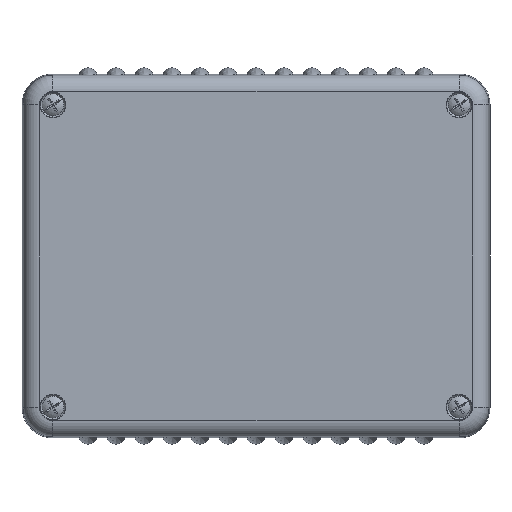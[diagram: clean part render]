
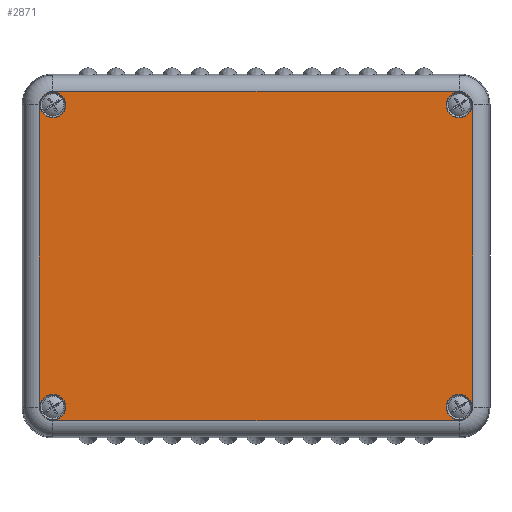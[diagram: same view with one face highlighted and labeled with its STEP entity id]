
A CAD part, front view. The second image highlights one B-rep face of the part: STEP entity #2871.
In plain terms, the highlighted planar face has unit normal (0, -1, 0).
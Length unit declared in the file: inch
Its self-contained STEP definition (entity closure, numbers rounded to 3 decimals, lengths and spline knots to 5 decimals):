
#2059 = VERTEX_POINT ( 'NONE', #9291 ) ;
#2061 = VERTEX_POINT ( 'NONE', #9264 ) ;
#2063 = EDGE_CURVE ( 'NONE', #2061, #2059, #9295, .T. ) ;
#2098 = EDGE_CURVE ( 'NONE', #2119, #2121, #9384, .T. ) ;
#2119 = VERTEX_POINT ( 'NONE', #9413 ) ;
#2121 = VERTEX_POINT ( 'NONE', #9410 ) ;
#2158 = VERTEX_POINT ( 'NONE', #9481 ) ;
#2162 = EDGE_CURVE ( 'NONE', #2171, #2158, #9513, .T. ) ;
#2171 = VERTEX_POINT ( 'NONE', #9489 ) ;
#2203 = VERTEX_POINT ( 'NONE', #9569 ) ;
#2204 = VERTEX_POINT ( 'NONE', #9552 ) ;
#2206 = EDGE_CURVE ( 'NONE', #2204, #2203, #9554, .T. ) ;
#2778 = ORIENTED_EDGE ( 'NONE', *, *, #2919, .F. ) ;
#2848 = ORIENTED_EDGE ( 'NONE', *, *, #2926, .T. ) ;
#2849 = VERTEX_POINT ( 'NONE', #11511 ) ;
#2850 = ORIENTED_EDGE ( 'NONE', *, *, #2922, .T. ) ;
#2851 = EDGE_CURVE ( 'NONE', #2923, #2921, #11492, .T. ) ;
#2852 = ORIENTED_EDGE ( 'NONE', *, *, #2851, .T. ) ;
#2853 = ORIENTED_EDGE ( 'NONE', *, *, #2063, .F. ) ;
#2854 = EDGE_CURVE ( 'NONE', #2158, #2171, #11543, .T. ) ;
#2855 = ORIENTED_EDGE ( 'NONE', *, *, #2854, .T. ) ;
#2856 = ORIENTED_EDGE ( 'NONE', *, *, #2869, .T. ) ;
#2857 = ORIENTED_EDGE ( 'NONE', *, *, #2162, .T. ) ;
#2858 = EDGE_LOOP ( 'NONE', ( #2778, #2925 ) ) ;
#2859 = EDGE_CURVE ( 'NONE', #2059, #2061, #11531, .T. ) ;
#2865 = EDGE_LOOP ( 'NONE', ( #2872, #2856 ) ) ;
#2867 = ORIENTED_EDGE ( 'NONE', *, *, #2859, .F. ) ;
#2868 = EDGE_LOOP ( 'NONE', ( #2867, #2853 ) ) ;
#2869 = EDGE_CURVE ( 'NONE', #2121, #2119, #11521, .T. ) ;
#2871 = ADVANCED_FACE ( 'NONE', ( #11538, #11532, #11533, #11516, #11570 ), #11526, .T. ) ;
#2872 = ORIENTED_EDGE ( 'NONE', *, *, #2098, .T. ) ;
#2873 = EDGE_LOOP ( 'NONE', ( #2857, #2855 ) ) ;
#2904 = EDGE_CURVE ( 'NONE', #2921, #2920, #11560, .T. ) ;
#2905 = EDGE_CURVE ( 'NONE', #2929, #2918, #11573, .T. ) ;
#2906 = ORIENTED_EDGE ( 'NONE', *, *, #2904, .T. ) ;
#2907 = EDGE_CURVE ( 'NONE', #2920, #2849, #11626, .T. ) ;
#2908 = ORIENTED_EDGE ( 'NONE', *, *, #2916, .T. ) ;
#2910 = ORIENTED_EDGE ( 'NONE', *, *, #2907, .T. ) ;
#2911 = EDGE_CURVE ( 'NONE', #2849, #2929, #11624, .T. ) ;
#2913 = ORIENTED_EDGE ( 'NONE', *, *, #2911, .T. ) ;
#2915 = ORIENTED_EDGE ( 'NONE', *, *, #2905, .T. ) ;
#2916 = EDGE_CURVE ( 'NONE', #2918, #2924, #11611, .T. ) ;
#2918 = VERTEX_POINT ( 'NONE', #11637 ) ;
#2919 = EDGE_CURVE ( 'NONE', #2203, #2204, #11670, .T. ) ;
#2920 = VERTEX_POINT ( 'NONE', #11612 ) ;
#2921 = VERTEX_POINT ( 'NONE', #11616 ) ;
#2922 = EDGE_CURVE ( 'NONE', #2927, #2923, #11617, .T. ) ;
#2923 = VERTEX_POINT ( 'NONE', #11657 ) ;
#2924 = VERTEX_POINT ( 'NONE', #11623 ) ;
#2925 = ORIENTED_EDGE ( 'NONE', *, *, #2206, .F. ) ;
#2926 = EDGE_CURVE ( 'NONE', #2924, #2927, #11653, .T. ) ;
#2927 = VERTEX_POINT ( 'NONE', #11650 ) ;
#2928 = EDGE_LOOP ( 'NONE', ( #2848, #2850, #2852, #2906, #2910, #2913, #2915, #2908 ) ) ;
#2929 = VERTEX_POINT ( 'NONE', #11659 ) ;
#9264 = CARTESIAN_POINT ( 'NONE',  ( -1.958, -0.62, -1.581 ) ) ;
#9283 = DIRECTION ( 'NONE',  ( 0., 0., 1. ) ) ;
#9284 = DIRECTION ( 'NONE',  ( 0., -1., 0. ) ) ;
#9285 = CARTESIAN_POINT ( 'NONE',  ( -1.958, -0.62, -1.457 ) ) ;
#9286 = AXIS2_PLACEMENT_3D ( 'NONE', #9285, #9284, #9283 ) ;
#9291 = CARTESIAN_POINT ( 'NONE',  ( -1.958, -0.62, -1.333 ) ) ;
#9295 = CIRCLE ( 'NONE', #9286, 0.124 ) ;
#9380 = DIRECTION ( 'NONE',  ( 0., 0., -1. ) ) ;
#9381 = DIRECTION ( 'NONE',  ( 0., 1., 0. ) ) ;
#9382 = CARTESIAN_POINT ( 'NONE',  ( -1.958, -0.62, 1.457 ) ) ;
#9383 = AXIS2_PLACEMENT_3D ( 'NONE', #9382, #9381, #9380 ) ;
#9384 = CIRCLE ( 'NONE', #9383, 0.124 ) ;
#9410 = CARTESIAN_POINT ( 'NONE',  ( -1.958, -0.62, 1.581 ) ) ;
#9413 = CARTESIAN_POINT ( 'NONE',  ( -1.958, -0.62, 1.333 ) ) ;
#9481 = CARTESIAN_POINT ( 'NONE',  ( 1.958, -0.62, -1.581 ) ) ;
#9489 = CARTESIAN_POINT ( 'NONE',  ( 1.958, -0.62, -1.333 ) ) ;
#9506 = DIRECTION ( 'NONE',  ( 0., 0., 1. ) ) ;
#9507 = DIRECTION ( 'NONE',  ( 0., 1., 0. ) ) ;
#9508 = CARTESIAN_POINT ( 'NONE',  ( 1.958, -0.62, -1.457 ) ) ;
#9509 = AXIS2_PLACEMENT_3D ( 'NONE', #9508, #9507, #9506 ) ;
#9513 = CIRCLE ( 'NONE', #9509, 0.124 ) ;
#9545 = DIRECTION ( 'NONE',  ( 0., 0., -1. ) ) ;
#9546 = DIRECTION ( 'NONE',  ( 0., -1., 0. ) ) ;
#9547 = AXIS2_PLACEMENT_3D ( 'NONE', #9553, #9546, #9545 ) ;
#9552 = CARTESIAN_POINT ( 'NONE',  ( 1.958, -0.62, 1.581 ) ) ;
#9553 = CARTESIAN_POINT ( 'NONE',  ( 1.958, -0.62, 1.457 ) ) ;
#9554 = CIRCLE ( 'NONE', #9547, 0.124 ) ;
#9569 = CARTESIAN_POINT ( 'NONE',  ( 1.958, -0.62, 1.333 ) ) ;
#11445 = CARTESIAN_POINT ( 'NONE',  ( -2.08877, -0.62, -1.458 ) ) ;
#11466 = DIRECTION ( 'NONE',  ( 0., 0., -1. ) ) ;
#11488 = VECTOR ( 'NONE', #11466, 39.37008 ) ;
#11492 = LINE ( 'NONE', #11445, #11488 ) ;
#11511 = CARTESIAN_POINT ( 'NONE',  ( 1.96, -0.62, -1.58677 ) ) ;
#11514 = AXIS2_PLACEMENT_3D ( 'NONE', #11564, #11563, #11562 ) ;
#11516 = FACE_BOUND ( 'NONE', #2858, .T. ) ;
#11517 = AXIS2_PLACEMENT_3D ( 'NONE', #11540, #11572, #11571 ) ;
#11521 = CIRCLE ( 'NONE', #11517, 0.124 ) ;
#11526 = PLANE ( 'NONE',  #11514 ) ;
#11527 = DIRECTION ( 'NONE',  ( 0., 0., 1. ) ) ;
#11528 = DIRECTION ( 'NONE',  ( 0., -1., 0. ) ) ;
#11529 = CARTESIAN_POINT ( 'NONE',  ( -1.958, -0.62, -1.457 ) ) ;
#11530 = AXIS2_PLACEMENT_3D ( 'NONE', #11529, #11528, #11527 ) ;
#11531 = CIRCLE ( 'NONE', #11530, 0.124 ) ;
#11532 = FACE_BOUND ( 'NONE', #2865, .T. ) ;
#11533 = FACE_BOUND ( 'NONE', #2873, .T. ) ;
#11534 = DIRECTION ( 'NONE',  ( 0., 0., 1. ) ) ;
#11535 = DIRECTION ( 'NONE',  ( 0., 1., 0. ) ) ;
#11536 = CARTESIAN_POINT ( 'NONE',  ( 1.958, -0.62, -1.457 ) ) ;
#11537 = AXIS2_PLACEMENT_3D ( 'NONE', #11536, #11535, #11534 ) ;
#11538 = FACE_BOUND ( 'NONE', #2868, .T. ) ;
#11540 = CARTESIAN_POINT ( 'NONE',  ( -1.958, -0.62, 1.457 ) ) ;
#11543 = CIRCLE ( 'NONE', #11537, 0.124 ) ;
#11560 = CIRCLE ( 'NONE', #11574, 0.12877 ) ;
#11562 = DIRECTION ( 'NONE',  ( 0., 0., -1. ) ) ;
#11563 = DIRECTION ( 'NONE',  ( 0., -1., 0. ) ) ;
#11564 = CARTESIAN_POINT ( 'NONE',  ( -1.96, -0.62, -1.458 ) ) ;
#11570 = FACE_OUTER_BOUND ( 'NONE', #2928, .T. ) ;
#11571 = DIRECTION ( 'NONE',  ( 0., 0., -1. ) ) ;
#11572 = DIRECTION ( 'NONE',  ( 0., 1., 0. ) ) ;
#11573 = LINE ( 'NONE', #11631, #11628 ) ;
#11574 = AXIS2_PLACEMENT_3D ( 'NONE', #11604, #11633, #11630 ) ;
#11581 = CARTESIAN_POINT ( 'NONE',  ( 1.96, -0.62, -1.458 ) ) ;
#11604 = CARTESIAN_POINT ( 'NONE',  ( -1.96, -0.62, -1.458 ) ) ;
#11610 = CARTESIAN_POINT ( 'NONE',  ( 1.96, -0.62, 1.458 ) ) ;
#11611 = CIRCLE ( 'NONE', #11669, 0.12877 ) ;
#11612 = CARTESIAN_POINT ( 'NONE',  ( -1.96, -0.62, -1.58677 ) ) ;
#11616 = CARTESIAN_POINT ( 'NONE',  ( -2.08877, -0.62, -1.458 ) ) ;
#11617 = CIRCLE ( 'NONE', #11655, 0.12877 ) ;
#11618 = DIRECTION ( 'NONE',  ( 0., 0., -1. ) ) ;
#11619 = DIRECTION ( 'NONE',  ( 0., -1., 0. ) ) ;
#11621 = DIRECTION ( 'NONE',  ( 1., 0., 0. ) ) ;
#11622 = VECTOR ( 'NONE', #11621, 39.37008 ) ;
#11623 = CARTESIAN_POINT ( 'NONE',  ( 1.96, -0.62, 1.58677 ) ) ;
#11624 = CIRCLE ( 'NONE', #11629, 0.12877 ) ;
#11625 = CARTESIAN_POINT ( 'NONE',  ( -1.96, -0.62, -1.58677 ) ) ;
#11626 = LINE ( 'NONE', #11625, #11622 ) ;
#11627 = DIRECTION ( 'NONE',  ( 0., 0., 1. ) ) ;
#11628 = VECTOR ( 'NONE', #11627, 39.37008 ) ;
#11629 = AXIS2_PLACEMENT_3D ( 'NONE', #11581, #11619, #11618 ) ;
#11630 = DIRECTION ( 'NONE',  ( 0., 0., -1. ) ) ;
#11631 = CARTESIAN_POINT ( 'NONE',  ( 2.08877, -0.62, -1.458 ) ) ;
#11633 = DIRECTION ( 'NONE',  ( 0., -1., 0. ) ) ;
#11637 = CARTESIAN_POINT ( 'NONE',  ( 2.08877, -0.62, 1.458 ) ) ;
#11647 = DIRECTION ( 'NONE',  ( -1., 0., 0. ) ) ;
#11648 = VECTOR ( 'NONE', #11647, 39.37008 ) ;
#11650 = CARTESIAN_POINT ( 'NONE',  ( -1.96, -0.62, 1.58677 ) ) ;
#11652 = CARTESIAN_POINT ( 'NONE',  ( -1.96, -0.62, 1.58677 ) ) ;
#11653 = LINE ( 'NONE', #11652, #11648 ) ;
#11654 = DIRECTION ( 'NONE',  ( 0., 0., -1. ) ) ;
#11655 = AXIS2_PLACEMENT_3D ( 'NONE', #11665, #11671, #11654 ) ;
#11657 = CARTESIAN_POINT ( 'NONE',  ( -2.08877, -0.62, 1.458 ) ) ;
#11659 = CARTESIAN_POINT ( 'NONE',  ( 2.08877, -0.62, -1.458 ) ) ;
#11661 = DIRECTION ( 'NONE',  ( 0., 0., -1. ) ) ;
#11662 = DIRECTION ( 'NONE',  ( 0., -1., 0. ) ) ;
#11663 = CARTESIAN_POINT ( 'NONE',  ( 1.958, -0.62, 1.457 ) ) ;
#11664 = AXIS2_PLACEMENT_3D ( 'NONE', #11663, #11662, #11661 ) ;
#11665 = CARTESIAN_POINT ( 'NONE',  ( -1.96, -0.62, 1.458 ) ) ;
#11667 = DIRECTION ( 'NONE',  ( 0., 0., -1. ) ) ;
#11668 = DIRECTION ( 'NONE',  ( 0., -1., 0. ) ) ;
#11669 = AXIS2_PLACEMENT_3D ( 'NONE', #11610, #11668, #11667 ) ;
#11670 = CIRCLE ( 'NONE', #11664, 0.124 ) ;
#11671 = DIRECTION ( 'NONE',  ( 0., -1., 0. ) ) ;
